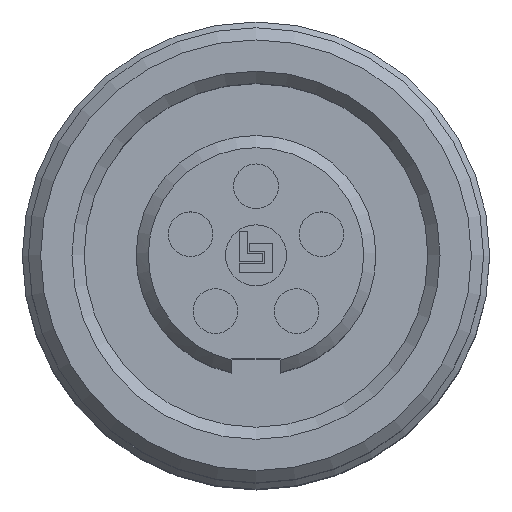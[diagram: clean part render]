
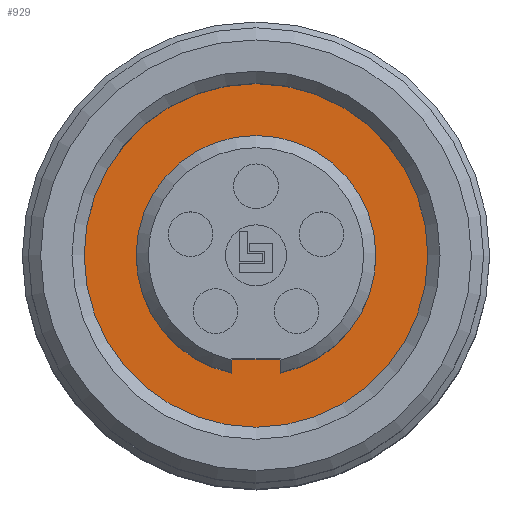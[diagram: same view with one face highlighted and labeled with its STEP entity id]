
A CAD part, top view. The second image highlights one B-rep face of the part: STEP entity #929.
In plain terms, the highlighted planar face has unit normal (0, 0, 1).
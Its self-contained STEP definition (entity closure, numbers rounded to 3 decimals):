
#148=LINE('',#4756,#396);
#150=LINE('',#4760,#398);
#153=LINE('',#4766,#401);
#396=VECTOR('',#3859,1.);
#398=VECTOR('',#3863,1.);
#401=VECTOR('',#3868,1.);
#795=PLANE('',#3385);
#929=ADVANCED_FACE('',(#1219,#1220),#795,.T.);
#1219=FACE_BOUND('',#1353,.T.);
#1220=FACE_BOUND('',#1354,.T.);
#1353=EDGE_LOOP('',(#1700,#1701,#1702,#1703));
#1354=EDGE_LOOP('',(#1704));
#1700=ORIENTED_EDGE('',*,*,#2800,.T.);
#1701=ORIENTED_EDGE('',*,*,#2799,.T.);
#1702=ORIENTED_EDGE('',*,*,#2796,.T.);
#1703=ORIENTED_EDGE('',*,*,#2794,.F.);
#1704=ORIENTED_EDGE('',*,*,#2708,.F.);
#2398=VERTEX_POINT('',#4539);
#2468=VERTEX_POINT('',#4755);
#2469=VERTEX_POINT('',#4757);
#2470=VERTEX_POINT('',#4761);
#2471=VERTEX_POINT('',#4765);
#2708=EDGE_CURVE('',#2398,#2398,#3149,.T.);
#2794=EDGE_CURVE('',#2468,#2469,#148,.T.);
#2796=EDGE_CURVE('',#2470,#2469,#150,.T.);
#2799=EDGE_CURVE('',#2471,#2470,#153,.T.);
#2800=EDGE_CURVE('',#2468,#2471,#3187,.T.);
#3149=CIRCLE('',#3287,4.575);
#3187=CIRCLE('',#3383,2.95);
#3287=AXIS2_PLACEMENT_3D('',#4538,#3627,#3628);
#3383=AXIS2_PLACEMENT_3D('',#4768,#3871,#3872);
#3385=AXIS2_PLACEMENT_3D('',#4770,#3875,#3876);
#3627=DIRECTION('',(0.,0.,-1.));
#3628=DIRECTION('',(1.,0.,0.));
#3859=DIRECTION('',(0.,1.,0.));
#3863=DIRECTION('',(-1.,0.,0.));
#3868=DIRECTION('',(0.,1.,0.));
#3871=DIRECTION('',(0.,0.,-1.));
#3872=DIRECTION('',(1.,0.,0.));
#3875=DIRECTION('',(0.,0.,1.));
#3876=DIRECTION('',(1.,0.,0.));
#4538=CARTESIAN_POINT('',(0.,0.,0.));
#4539=CARTESIAN_POINT('',(4.575,0.,0.));
#4755=CARTESIAN_POINT('',(-0.6,-2.888,0.));
#4756=CARTESIAN_POINT('',(-0.6,-2.888,0.));
#4757=CARTESIAN_POINT('',(-0.6,-2.55,0.));
#4760=CARTESIAN_POINT('',(0.6,-2.55,0.));
#4761=CARTESIAN_POINT('',(0.6,-2.55,0.));
#4765=CARTESIAN_POINT('',(0.6,-2.888,0.));
#4766=CARTESIAN_POINT('',(0.6,-2.888,0.));
#4768=CARTESIAN_POINT('',(0.,0.,0.));
#4770=CARTESIAN_POINT('',(0.,0.,0.));
